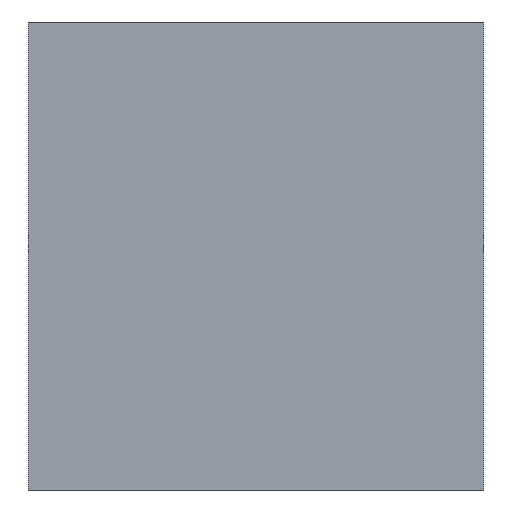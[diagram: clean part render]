
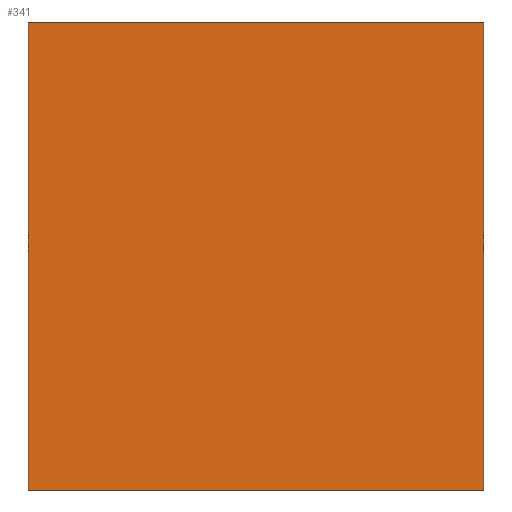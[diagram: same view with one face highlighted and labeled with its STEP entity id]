
A CAD part, left-side view. The second image highlights one B-rep face of the part: STEP entity #341.
In plain terms, the highlighted planar face has unit normal (-1, 0, 0).
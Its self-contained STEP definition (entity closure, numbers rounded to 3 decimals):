
#19 = LINE ( 'NONE', #546, #676 ) ;
#31 = VECTOR ( 'NONE', #302, 1000. ) ;
#33 = VERTEX_POINT ( 'NONE', #438 ) ;
#47 = EDGE_CURVE ( 'NONE', #784, #33, #551, .T. ) ;
#85 = LINE ( 'NONE', #373, #732 ) ;
#108 = EDGE_LOOP ( 'NONE', ( #446, #416, #199, #773 ) ) ;
#138 = DIRECTION ( 'NONE',  ( 0., 0., -1. ) ) ;
#140 = CARTESIAN_POINT ( 'NONE',  ( -13.5, 36., 13.5 ) ) ;
#145 = DIRECTION ( 'NONE',  ( 0., 0., 1. ) ) ;
#166 = LINE ( 'NONE', #349, #445 ) ;
#199 = ORIENTED_EDGE ( 'NONE', *, *, #213, .F. ) ;
#213 = EDGE_CURVE ( 'NONE', #379, #784, #19, .T. ) ;
#250 = EDGE_CURVE ( 'NONE', #385, #33, #166, .T. ) ;
#302 = DIRECTION ( 'NONE',  ( 0., -1., 0. ) ) ;
#323 = CARTESIAN_POINT ( 'NONE',  ( -13.5, 0., -23.5 ) ) ;
#341 = ADVANCED_FACE ( 'NONE', ( #467 ), #593, .F. ) ;
#349 = CARTESIAN_POINT ( 'NONE',  ( -13.5, 0., 0. ) ) ;
#373 = CARTESIAN_POINT ( 'NONE',  ( -13.5, 36., -23.5 ) ) ;
#379 = VERTEX_POINT ( 'NONE', #529 ) ;
#385 = VERTEX_POINT ( 'NONE', #323 ) ;
#416 = ORIENTED_EDGE ( 'NONE', *, *, #47, .F. ) ;
#438 = CARTESIAN_POINT ( 'NONE',  ( -13.5, 0., 13.5 ) ) ;
#445 = VECTOR ( 'NONE', #145, 1000. ) ;
#446 = ORIENTED_EDGE ( 'NONE', *, *, #250, .T. ) ;
#462 = CARTESIAN_POINT ( 'NONE',  ( -13.5, 36., 0. ) ) ;
#467 = FACE_OUTER_BOUND ( 'NONE', #108, .T. ) ;
#473 = DIRECTION ( 'NONE',  ( 1., 0., 0. ) ) ;
#483 = EDGE_CURVE ( 'NONE', #379, #385, #85, .T. ) ;
#529 = CARTESIAN_POINT ( 'NONE',  ( -13.5, 36., -23.5 ) ) ;
#546 = CARTESIAN_POINT ( 'NONE',  ( -13.5, 36., 0. ) ) ;
#551 = LINE ( 'NONE', #798, #31 ) ;
#593 = PLANE ( 'NONE',  #734 ) ;
#662 = DIRECTION ( 'NONE',  ( 0., 0., 1. ) ) ;
#676 = VECTOR ( 'NONE', #662, 1000. ) ;
#732 = VECTOR ( 'NONE', #742, 1000. ) ;
#734 = AXIS2_PLACEMENT_3D ( 'NONE', #462, #473, #138 ) ;
#742 = DIRECTION ( 'NONE',  ( 0., -1., 0. ) ) ;
#773 = ORIENTED_EDGE ( 'NONE', *, *, #483, .T. ) ;
#784 = VERTEX_POINT ( 'NONE', #140 ) ;
#798 = CARTESIAN_POINT ( 'NONE',  ( -13.5, 36., 13.5 ) ) ;
